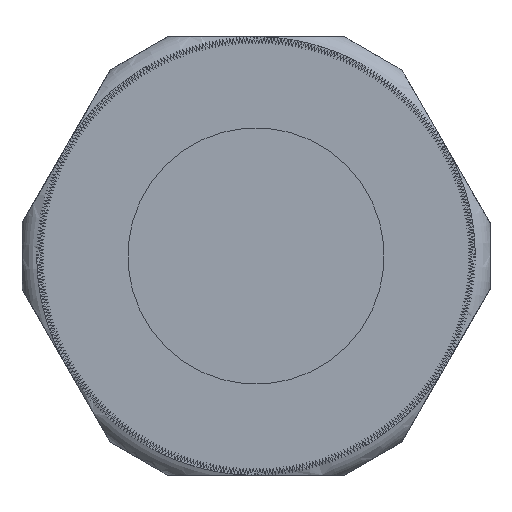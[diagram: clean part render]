
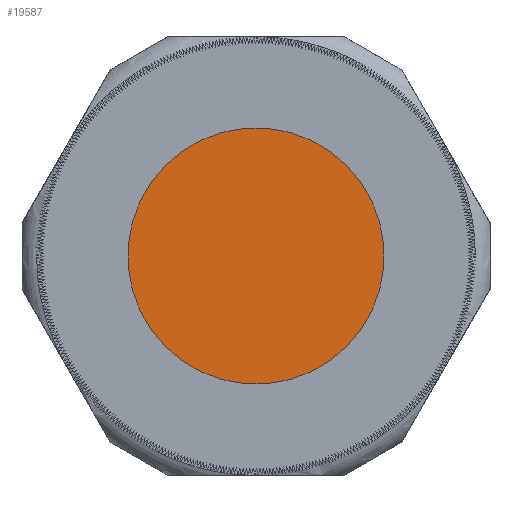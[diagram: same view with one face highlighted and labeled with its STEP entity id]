
A CAD part, left-side view. The second image highlights one B-rep face of the part: STEP entity #19587.
In plain terms, the highlighted planar face has unit normal (-1, 0, 0).
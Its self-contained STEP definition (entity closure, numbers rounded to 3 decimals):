
#989=PLANE('',#20700);
#1107=CIRCLE('',#20701,4.97);
#2070=FACE_OUTER_BOUND('',#3055,.T.);
#3055=EDGE_LOOP('',(#18572));
#10237=VERTEX_POINT('',#32078);
#13020=EDGE_CURVE('',#10237,#10237,#1107,.T.);
#18572=ORIENTED_EDGE('',*,*,#13020,.F.);
#19587=ADVANCED_FACE('',(#2070),#989,.T.);
#20700=AXIS2_PLACEMENT_3D('',#32077,#25490,#25491);
#20701=AXIS2_PLACEMENT_3D('',#32079,#25492,#25493);
#25490=DIRECTION('center_axis',(-1.,0.,0.));
#25491=DIRECTION('ref_axis',(0.,0.,1.));
#25492=DIRECTION('center_axis',(1.,0.,0.));
#25493=DIRECTION('ref_axis',(0.,0.,-1.));
#32077=CARTESIAN_POINT('Origin',(-6.1,4.97,0.));
#32078=CARTESIAN_POINT('',(-6.1,4.97,0.));
#32079=CARTESIAN_POINT('Origin',(-6.1,0.,0.));
